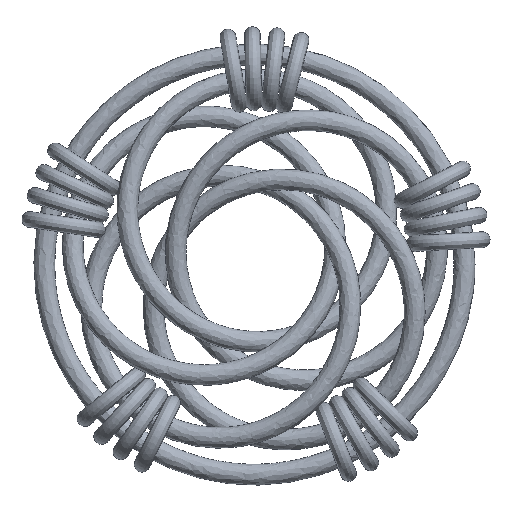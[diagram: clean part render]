
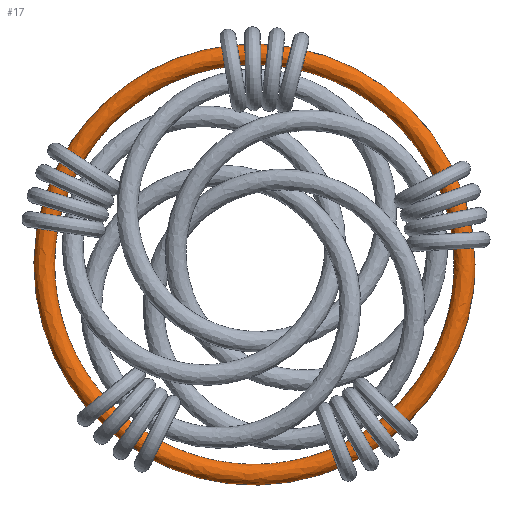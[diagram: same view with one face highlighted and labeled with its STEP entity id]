
A CAD part, top view. The second image highlights one B-rep face of the part: STEP entity #17.
In plain terms, the highlighted free-form (B-spline) face has degree [2, 2] with [7, 7] control points.
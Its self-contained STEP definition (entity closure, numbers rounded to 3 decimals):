
#17 = ADVANCED_FACE('',(#18),#44,.T.);
#18 = FACE_BOUND('',#19,.T.);
#19 = EDGE_LOOP('',(#20,#32,#42,#43));
#20 = ORIENTED_EDGE('',*,*,#21,.F.);
#21 = EDGE_CURVE('',#22,#22,#24,.T.);
#22 = VERTEX_POINT('',#23);
#23 = CARTESIAN_POINT('',(29.684,0.,0.));
#24 = ( BOUNDED_CURVE() B_SPLINE_CURVE(2,(#25,#26,#27,#28,#29,#30,#31),
.UNSPECIFIED.,.T.,.F.) B_SPLINE_CURVE_WITH_KNOTS((1,2,2,2,2,1),(
    -2.094,0.,2.094,4.189,6.283,
8.378),.UNSPECIFIED.) CURVE() GEOMETRIC_REPRESENTATION_ITEM() 
RATIONAL_B_SPLINE_CURVE((1.,0.5,1.,0.5,1.,0.5,1.)) REPRESENTATION_ITEM(
  '') );
#25 = CARTESIAN_POINT('',(29.684,0.,0.));
#26 = CARTESIAN_POINT('',(29.684,0.,2.448));
#27 = CARTESIAN_POINT('',(27.564,0.,1.224));
#28 = CARTESIAN_POINT('',(25.444,0.,0.));
#29 = CARTESIAN_POINT('',(27.564,0.,-1.224));
#30 = CARTESIAN_POINT('',(29.684,0.,-2.448));
#31 = CARTESIAN_POINT('',(29.684,0.,0.));
#32 = ORIENTED_EDGE('',*,*,#33,.T.);
#33 = EDGE_CURVE('',#22,#22,#34,.T.);
#34 = ( BOUNDED_CURVE() B_SPLINE_CURVE(2,(#35,#36,#37,#38,#39,#40,#41),
.UNSPECIFIED.,.T.,.F.) B_SPLINE_CURVE_WITH_KNOTS((1,2,2,2,2,1),(
    -2.094,0.,2.094,4.189,6.283,
8.378),.UNSPECIFIED.) CURVE() GEOMETRIC_REPRESENTATION_ITEM() 
RATIONAL_B_SPLINE_CURVE((1.,0.5,1.,0.5,1.,0.5,1.)) REPRESENTATION_ITEM(
  '') );
#35 = CARTESIAN_POINT('',(29.684,0.,0.));
#36 = CARTESIAN_POINT('',(29.684,51.414,0.));
#37 = CARTESIAN_POINT('',(-14.842,25.707,0.));
#38 = CARTESIAN_POINT('',(-59.368,0.,0.));
#39 = CARTESIAN_POINT('',(-14.842,-25.707,0.));
#40 = CARTESIAN_POINT('',(29.684,-51.414,0.));
#41 = CARTESIAN_POINT('',(29.684,0.,0.));
#42 = ORIENTED_EDGE('',*,*,#21,.T.);
#43 = ORIENTED_EDGE('',*,*,#33,.F.);
#44 = ( BOUNDED_SURFACE() B_SPLINE_SURFACE(2,2,(
    (#45,#46,#47,#48,#49,#50,#51)
    ,(#52,#53,#54,#55,#56,#57,#58)
    ,(#59,#60,#61,#62,#63,#64,#65)
    ,(#66,#67,#68,#69,#70,#71,#72)
    ,(#73,#74,#75,#76,#77,#78,#79)
    ,(#80,#81,#82,#83,#84,#85,#86)
    ,(#87,#88,#89,#90,#91,#92,#93
)),.UNSPECIFIED.,.T.,.T.,.F.) B_SPLINE_SURFACE_WITH_KNOTS((1,2,2,2,2,1),
  (1,2,2,2,2,1),(-2.094,0.,2.094,4.189,
    6.283,8.378),(-2.094,0.,2.094,
    4.189,6.283,8.378),.UNSPECIFIED.) 
GEOMETRIC_REPRESENTATION_ITEM() RATIONAL_B_SPLINE_SURFACE((
    (1.,0.5,1.,0.5,1.,0.5,1.)
    ,(0.5,0.25,0.5,0.25,0.5,0.25,0.5)
    ,(1.,0.5,1.,0.5,1.,0.5,1.)
    ,(0.5,0.25,0.5,0.25,0.5,0.25,0.5)
    ,(1.,0.5,1.,0.5,1.,0.5,1.)
    ,(0.5,0.25,0.5,0.25,0.5,0.25,0.5)
,(1.,0.5,1.,0.5,1.,0.5,1.))) REPRESENTATION_ITEM('') SURFACE() );
#45 = CARTESIAN_POINT('',(29.684,0.,0.));
#46 = CARTESIAN_POINT('',(29.684,0.,2.448));
#47 = CARTESIAN_POINT('',(27.564,0.,1.224));
#48 = CARTESIAN_POINT('',(25.444,0.,0.));
#49 = CARTESIAN_POINT('',(27.564,0.,-1.224));
#50 = CARTESIAN_POINT('',(29.684,0.,-2.448));
#51 = CARTESIAN_POINT('',(29.684,0.,0.));
#52 = CARTESIAN_POINT('',(29.684,51.414,0.));
#53 = CARTESIAN_POINT('',(29.684,51.414,2.448
    ));
#54 = CARTESIAN_POINT('',(27.564,47.742,1.224
    ));
#55 = CARTESIAN_POINT('',(25.444,44.07,
    0.));
#56 = CARTESIAN_POINT('',(27.564,47.742,
    -1.224));
#57 = CARTESIAN_POINT('',(29.684,51.414,
    -2.448));
#58 = CARTESIAN_POINT('',(29.684,51.414,0.));
#59 = CARTESIAN_POINT('',(-14.842,25.707,0.));
#60 = CARTESIAN_POINT('',(-14.842,25.707,2.448)
  );
#61 = CARTESIAN_POINT('',(-13.782,23.871,1.224
    ));
#62 = CARTESIAN_POINT('',(-12.722,22.035,
    0.));
#63 = CARTESIAN_POINT('',(-13.782,23.871,
    -1.224));
#64 = CARTESIAN_POINT('',(-14.842,25.707,-2.448
    ));
#65 = CARTESIAN_POINT('',(-14.842,25.707,0.));
#66 = CARTESIAN_POINT('',(-59.368,0.,0.));
#67 = CARTESIAN_POINT('',(-59.368,0.,
    2.448));
#68 = CARTESIAN_POINT('',(-55.128,0.,
    1.224));
#69 = CARTESIAN_POINT('',(-50.887,0.,
    0.));
#70 = CARTESIAN_POINT('',(-55.128,0.,
    -1.224));
#71 = CARTESIAN_POINT('',(-59.368,0.,
    -2.448));
#72 = CARTESIAN_POINT('',(-59.368,0.,0.));
#73 = CARTESIAN_POINT('',(-14.842,-25.707,0.));
#74 = CARTESIAN_POINT('',(-14.842,-25.707,2.448)
  );
#75 = CARTESIAN_POINT('',(-13.782,-23.871,1.224)
  );
#76 = CARTESIAN_POINT('',(-12.722,-22.035,
    0.));
#77 = CARTESIAN_POINT('',(-13.782,-23.871,-1.224
    ));
#78 = CARTESIAN_POINT('',(-14.842,-25.707,-2.448
    ));
#79 = CARTESIAN_POINT('',(-14.842,-25.707,0.));
#80 = CARTESIAN_POINT('',(29.684,-51.414,0.));
#81 = CARTESIAN_POINT('',(29.684,-51.414,2.448
    ));
#82 = CARTESIAN_POINT('',(27.564,-47.742,1.224
    ));
#83 = CARTESIAN_POINT('',(25.444,-44.07,
    0.));
#84 = CARTESIAN_POINT('',(27.564,-47.742,
    -1.224));
#85 = CARTESIAN_POINT('',(29.684,-51.414,
    -2.448));
#86 = CARTESIAN_POINT('',(29.684,-51.414,0.));
#87 = CARTESIAN_POINT('',(29.684,0.,0.));
#88 = CARTESIAN_POINT('',(29.684,0.,2.448));
#89 = CARTESIAN_POINT('',(27.564,0.,1.224));
#90 = CARTESIAN_POINT('',(25.444,0.,0.));
#91 = CARTESIAN_POINT('',(27.564,0.,-1.224));
#92 = CARTESIAN_POINT('',(29.684,0.,-2.448));
#93 = CARTESIAN_POINT('',(29.684,0.,0.));
